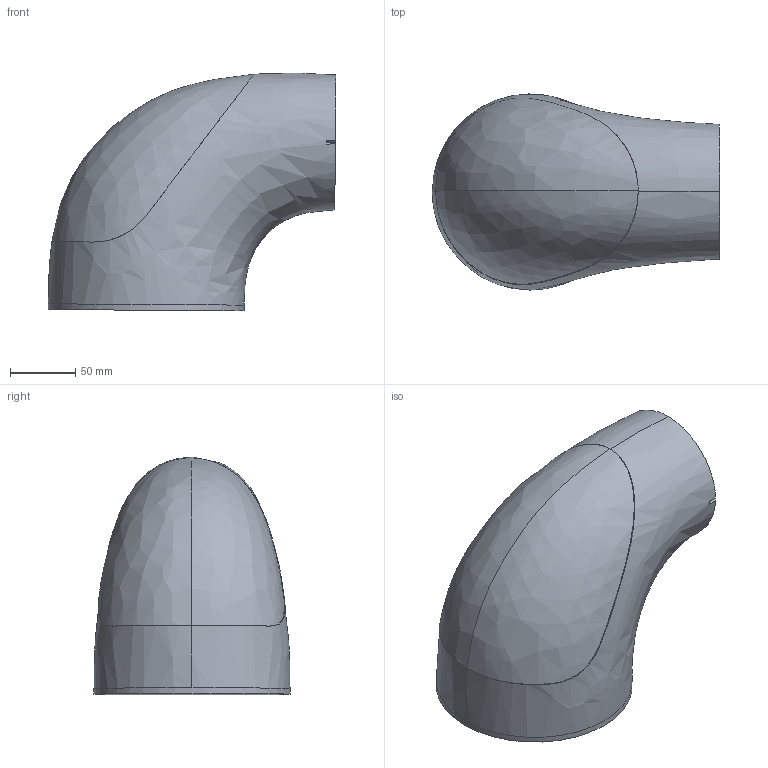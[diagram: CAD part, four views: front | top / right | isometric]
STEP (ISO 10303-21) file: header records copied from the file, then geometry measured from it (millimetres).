
FILE_DESCRIPTION(/* description */ (''),/* implementation_level */ '2;1');
FILE_NAME(/* name */ 'link3',/* time_stamp */ '2025-02-04T16:41:01+09:00',/* author */ (''),/* organization */ (''),/* preprocessor_version */ 'ST-DEVELOPER v19.2',/* originating_system */ 'Rhino 8.3',/* authorisation */ '');
FILE_SCHEMA (('CONFIG_CONTROL_DESIGN'));
Length unit declared in the file: millimetre
Products named in the file (2): Document; YL012_arm frame
Bounding box: 219.95 x 150 x 181.89 mm (x, y, z)
Volume: 3091108.8 mm3; surface area: 167360.7 mm2
Topology: 2 solids, 2 shells, 19 faces, 45 edges, 30 vertices
Faces by surface type: plane 12, bspline 4, cylinder 3
Entity records: 8478 total; most frequent: CARTESIAN_POINT 7859, ORIENTED_EDGE 90, EDGE_CURVE 45, B_SPLINE_CURVE_WITH_KNOTS 44, VERTEX_POINT 30, DIRECTION 25, AXIS2_PLACEMENT_3D 20, ADVANCED_FACE 19
